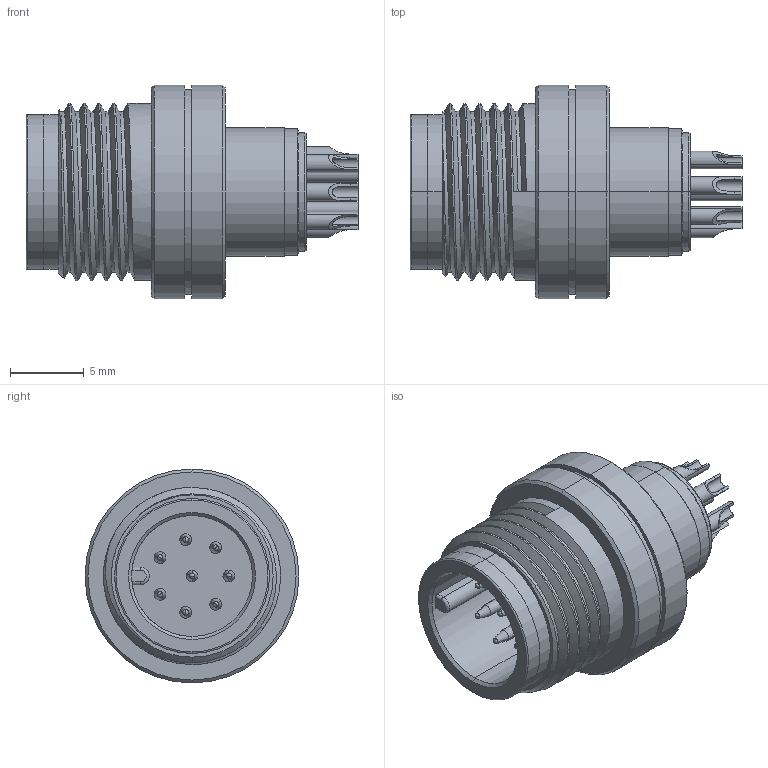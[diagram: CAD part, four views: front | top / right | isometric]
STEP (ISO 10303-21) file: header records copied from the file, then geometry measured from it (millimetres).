
FILE_DESCRIPTION (( 'STEP AP203' ), '1' );
FILE_NAME ('50-00990_revA.STEP', '2020-10-16T20:27:03', ( '' ), ( '' ), 'SwSTEP 2.0', 'SolidWorks 2015', '' );
FILE_SCHEMA (( 'CONFIG_CONTROL_DESIGN' ));
Length unit declared in the file: millimetre
Products named in the file (5): 50-00990-02_For STEP file; 50-00990-01___; 50-00990-03___; 50-00990-04___; 50-00990_revA
Assembly tree (11 placements, depth 2):
  50-00990_revA
    50-00990-01___
    50-00990-02_For STEP file
    50-00990-03___  x8
    50-00990-04___
Bounding box: 22.5 x 14.5 x 14.5 mm (x, y, z)
Volume: 1472 mm3; surface area: 3353.9 mm2
Topology: 11 solids, 11 shells, 395 faces, 855 edges, 516 vertices
Faces by surface type: cylinder 178, plane 84, cone 61, torus 53, sphere 16, bspline 3
Entity records: 6176 total; most frequent: CARTESIAN_POINT 1837, DIRECTION 842, ORIENTED_EDGE 698, AXIS2_PLACEMENT_3D 361, EDGE_CURVE 349, VERTEX_POINT 222, EDGE_LOOP 199, CIRCLE 193
